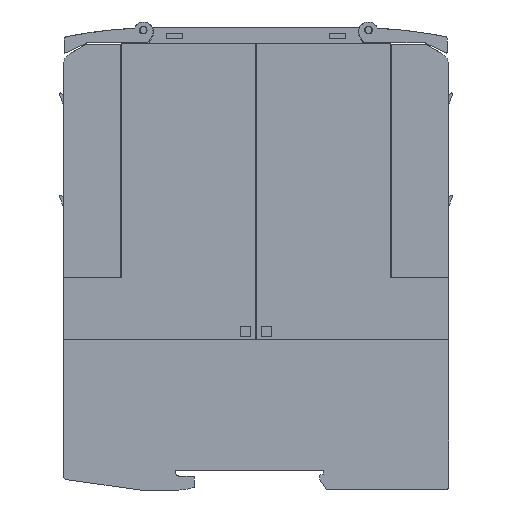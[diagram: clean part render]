
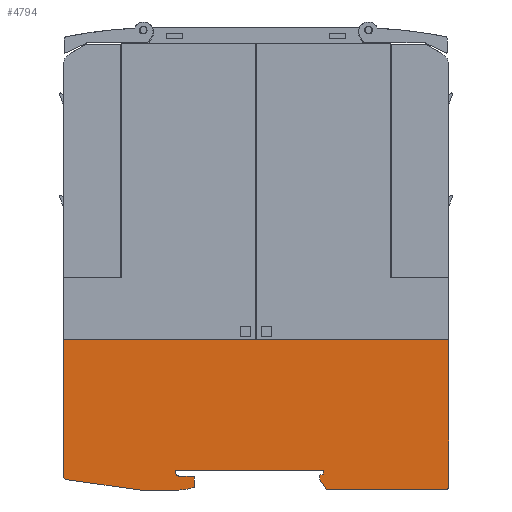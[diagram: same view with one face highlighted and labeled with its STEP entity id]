
A CAD part, left-side view. The second image highlights one B-rep face of the part: STEP entity #4794.
In plain terms, the highlighted planar face has unit normal (-1, 0, 0).
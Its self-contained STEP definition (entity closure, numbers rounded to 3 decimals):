
#4794=ADVANCED_FACE('',(#9717),#9718,.T.);
#9717=FACE_OUTER_BOUND('',#14632,.T.);
#9718=PLANE('',#14633);
#14632=EDGE_LOOP('',(#29942,#29943,#29944,#29945,#29946,#29947,#29948,#29949,#29950,#29951,#29952,#29953,#29954,#29955,#29956,#29957,#29958,#29959,#29960,#29961));
#14633=AXIS2_PLACEMENT_3D('',#29962,#29963,#29964);
#29942=ORIENTED_EDGE('',*,*,#35993,.F.);
#29943=ORIENTED_EDGE('',*,*,#36070,.F.);
#29944=ORIENTED_EDGE('',*,*,#36066,.F.);
#29945=ORIENTED_EDGE('',*,*,#36062,.F.);
#29946=ORIENTED_EDGE('',*,*,#36058,.F.);
#29947=ORIENTED_EDGE('',*,*,#36054,.F.);
#29948=ORIENTED_EDGE('',*,*,#36050,.F.);
#29949=ORIENTED_EDGE('',*,*,#36046,.F.);
#29950=ORIENTED_EDGE('',*,*,#36042,.F.);
#29951=ORIENTED_EDGE('',*,*,#36038,.F.);
#29952=ORIENTED_EDGE('',*,*,#36034,.F.);
#29953=ORIENTED_EDGE('',*,*,#36030,.F.);
#29954=ORIENTED_EDGE('',*,*,#36026,.F.);
#29955=ORIENTED_EDGE('',*,*,#36022,.F.);
#29956=ORIENTED_EDGE('',*,*,#36018,.F.);
#29957=ORIENTED_EDGE('',*,*,#36014,.F.);
#29958=ORIENTED_EDGE('',*,*,#36010,.F.);
#29959=ORIENTED_EDGE('',*,*,#36006,.F.);
#29960=ORIENTED_EDGE('',*,*,#36002,.F.);
#29961=ORIENTED_EDGE('',*,*,#35998,.F.);
#29962=CARTESIAN_POINT('',(0.0,51.068,19.348));
#29963=DIRECTION('',(-1.0,0.0,0.0));
#29964=DIRECTION('',(0.0,1.0,0.0));
#35993=EDGE_CURVE('',#45024,#45025,#45026,.T.);
#35998=EDGE_CURVE('',#45025,#45033,#45034,.T.);
#36002=EDGE_CURVE('',#45033,#45039,#45040,.T.);
#36006=EDGE_CURVE('',#45039,#45045,#45046,.T.);
#36010=EDGE_CURVE('',#45045,#45051,#45052,.T.);
#36014=EDGE_CURVE('',#45051,#45057,#45058,.T.);
#36018=EDGE_CURVE('',#45057,#45063,#45064,.T.);
#36022=EDGE_CURVE('',#45063,#45069,#45070,.T.);
#36026=EDGE_CURVE('',#45069,#45075,#45076,.T.);
#36030=EDGE_CURVE('',#45075,#45081,#45082,.T.);
#36034=EDGE_CURVE('',#45081,#45087,#45088,.T.);
#36038=EDGE_CURVE('',#45087,#45093,#45094,.T.);
#36042=EDGE_CURVE('',#45093,#45099,#45100,.T.);
#36046=EDGE_CURVE('',#45099,#45105,#45106,.T.);
#36050=EDGE_CURVE('',#45105,#45111,#45112,.T.);
#36054=EDGE_CURVE('',#45111,#45117,#45118,.T.);
#36058=EDGE_CURVE('',#45117,#45123,#45124,.T.);
#36062=EDGE_CURVE('',#45123,#45129,#45130,.T.);
#36066=EDGE_CURVE('',#45129,#45135,#45136,.T.);
#36070=EDGE_CURVE('',#45135,#45024,#45141,.T.);
#45024=VERTEX_POINT('',#58515);
#45025=VERTEX_POINT('',#58516);
#45026=CIRCLE('',#58517,10.);
#45033=VERTEX_POINT('',#58526);
#45034=LINE('',#58527,#58528);
#45039=VERTEX_POINT('',#58535);
#45040=LINE('',#58536,#58537);
#45045=VERTEX_POINT('',#58544);
#45046=CIRCLE('',#58545,1.);
#45051=VERTEX_POINT('',#58551);
#45052=LINE('',#58552,#58553);
#45057=VERTEX_POINT('',#58560);
#45058=LINE('',#58561,#58562);
#45063=VERTEX_POINT('',#58569);
#45064=LINE('',#58570,#58571);
#45069=VERTEX_POINT('',#58578);
#45070=CIRCLE('',#58579,1.);
#45075=VERTEX_POINT('',#58585);
#45076=LINE('',#58586,#58587);
#45081=VERTEX_POINT('',#58594);
#45082=LINE('',#58595,#58596);
#45087=VERTEX_POINT('',#58603);
#45088=LINE('',#58604,#58605);
#45093=VERTEX_POINT('',#58612);
#45094=LINE('',#58613,#58614);
#45099=VERTEX_POINT('',#58621);
#45100=LINE('',#58622,#58623);
#45105=VERTEX_POINT('',#58630);
#45106=LINE('',#58631,#58632);
#45111=VERTEX_POINT('',#58639);
#45112=CIRCLE('',#58640,0.3);
#45117=VERTEX_POINT('',#58646);
#45118=CIRCLE('',#58647,1.2);
#45123=VERTEX_POINT('',#58653);
#45124=LINE('',#58654,#58655);
#45129=VERTEX_POINT('',#58662);
#45130=LINE('',#58663,#58664);
#45135=VERTEX_POINT('',#58671);
#45136=LINE('',#58672,#58673);
#45141=LINE('',#58680,#58681);
#58515=CARTESIAN_POINT('',(0.0,68.786,0.256));
#58516=CARTESIAN_POINT('',(0.0,71.035,0.0));
#58517=AXIS2_PLACEMENT_3D('',#64140,#64141,#64142);
#58526=CARTESIAN_POINT('',(0.0,80.98,0.0));
#58527=CARTESIAN_POINT('',(0.0,71.035,0.0));
#58528=VECTOR('',#64148,1.0);
#58535=CARTESIAN_POINT('',(0.0,100.119,2.69));
#58536=CARTESIAN_POINT('',(0.0,80.98,0.0));
#58537=VECTOR('',#64151,1.0);
#58544=CARTESIAN_POINT('',(0.0,100.98,3.68));
#58545=AXIS2_PLACEMENT_3D('',#64154,#64155,#64156);
#58551=CARTESIAN_POINT('',(0.0,100.98,39.));
#58552=CARTESIAN_POINT('',(0.0,100.98,3.68));
#58553=VECTOR('',#64161,1.0);
#58560=CARTESIAN_POINT('',(0.0,0.98,39.));
#58561=CARTESIAN_POINT('',(0.0,100.98,39.));
#58562=VECTOR('',#64164,1.0);
#58569=CARTESIAN_POINT('',(0.0,0.98,1.));
#58570=CARTESIAN_POINT('',(0.0,0.98,39.));
#58571=VECTOR('',#64167,1.0);
#58578=CARTESIAN_POINT('',(0.0,1.98,0.));
#58579=AXIS2_PLACEMENT_3D('',#64170,#64171,#64172);
#58585=CARTESIAN_POINT('',(0.0,32.68,0.));
#58586=CARTESIAN_POINT('',(0.0,1.98,0.));
#58587=VECTOR('',#64177,1.0);
#58594=CARTESIAN_POINT('',(0.0,34.48,2.832));
#58595=CARTESIAN_POINT('',(0.0,32.68,0.));
#58596=VECTOR('',#64180,1.0);
#58603=CARTESIAN_POINT('',(0.0,34.48,3.832));
#58604=CARTESIAN_POINT('',(0.0,34.48,2.832));
#58605=VECTOR('',#64183,1.0);
#58612=CARTESIAN_POINT('',(0.0,33.48,4.1));
#58613=CARTESIAN_POINT('',(0.0,34.48,3.832));
#58614=VECTOR('',#64186,1.0);
#58621=CARTESIAN_POINT('',(0.0,33.48,5.1));
#58622=CARTESIAN_POINT('',(0.0,33.48,4.1));
#58623=VECTOR('',#64189,1.0);
#58630=CARTESIAN_POINT('',(0.0,71.68,5.1));
#58631=CARTESIAN_POINT('',(0.0,33.48,5.1));
#58632=VECTOR('',#64192,1.0);
#58639=CARTESIAN_POINT('',(0.0,71.98,4.8));
#58640=AXIS2_PLACEMENT_3D('',#64195,#64196,#64197);
#58646=CARTESIAN_POINT('',(0.0,70.78,3.6));
#58647=AXIS2_PLACEMENT_3D('',#64202,#64203,#64204);
#58653=CARTESIAN_POINT('',(0.0,67.78,3.6));
#58654=CARTESIAN_POINT('',(0.0,70.78,3.6));
#58655=VECTOR('',#64209,1.0);
#58662=CARTESIAN_POINT('',(0.0,66.98,3.4));
#58663=CARTESIAN_POINT('',(0.0,67.78,3.6));
#58664=VECTOR('',#64212,1.0);
#58671=CARTESIAN_POINT('',(0.0,66.98,0.673));
#58672=CARTESIAN_POINT('',(0.0,66.98,3.4));
#58673=VECTOR('',#64215,1.0);
#58680=CARTESIAN_POINT('',(0.0,66.98,0.673));
#58681=VECTOR('',#64218,1.0);
#64140=CARTESIAN_POINT('',(0.0,71.035,10.));
#64141=DIRECTION('',(1.0,0.0,0.0));
#64142=DIRECTION('',(0.0,0.,-1.0));
#64148=DIRECTION('',(0.0,1.0,0.0));
#64151=DIRECTION('',(0.0,0.99,0.139));
#64154=CARTESIAN_POINT('',(0.0,99.98,3.68));
#64155=DIRECTION('',(1.0,0.0,-0.0));
#64156=DIRECTION('',(0.0,1.0,0.));
#64161=DIRECTION('',(0.0,0.0,1.0));
#64164=DIRECTION('',(0.0,-1.0,0.0));
#64167=DIRECTION('',(0.0,0.0,-1.0));
#64170=CARTESIAN_POINT('',(0.0,1.98,1.));
#64171=DIRECTION('',(1.0,0.0,0.0));
#64172=DIRECTION('',(0.0,0.,-1.0));
#64177=DIRECTION('',(0.0,1.0,0.0));
#64180=DIRECTION('',(0.0,0.536,0.844));
#64183=DIRECTION('',(0.0,0.0,1.0));
#64186=DIRECTION('',(0.0,-0.966,0.259));
#64189=DIRECTION('',(0.0,0.0,1.0));
#64192=DIRECTION('',(0.0,1.0,0.0));
#64195=CARTESIAN_POINT('',(0.0,71.68,4.8));
#64196=DIRECTION('',(-1.0,0.0,0.0));
#64197=DIRECTION('',(0.0,0.,1.));
#64202=CARTESIAN_POINT('',(0.0,70.78,4.8));
#64203=DIRECTION('',(-1.0,0.0,0.0));
#64204=DIRECTION('',(0.0,1.0,0.));
#64209=DIRECTION('',(0.0,-1.0,0.0));
#64212=DIRECTION('',(0.0,-0.97,-0.243));
#64215=DIRECTION('',(0.0,0.,-1.0));
#64218=DIRECTION('',(0.0,0.974,-0.225));
